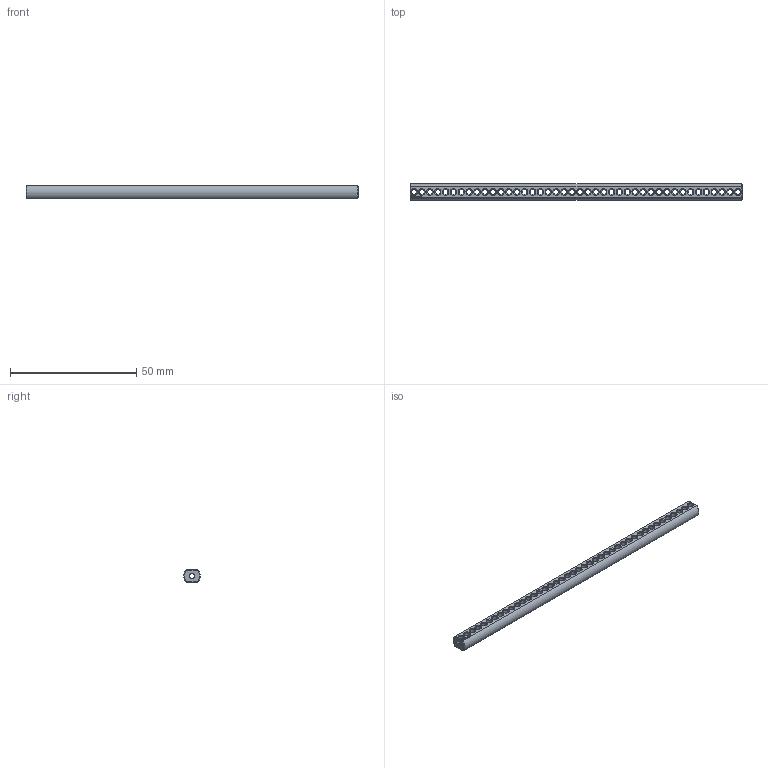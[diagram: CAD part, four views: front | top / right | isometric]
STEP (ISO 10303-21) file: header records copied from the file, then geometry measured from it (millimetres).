
FILE_DESCRIPTION(('FreeCAD Model'),'2;1');
FILE_NAME('Open CASCADE Shape Model','2024-06-18T13:14:03',(''),(''), 'Open CASCADE STEP processor 7.6','FreeCAD','Unknown');
FILE_SCHEMA(('AUTOMOTIVE_DESIGN { 1 0 10303 214 1 1 1 1 }'));
Length unit declared in the file: millimetre
Products named in the file (1): Shaft IDX BU10.50 - SPN-SFT-0162 (stemfie.org)
Bounding box: 131.25 x 6.6 x 5 mm (x, y, z)
Volume: 2994.9 mm3; surface area: 3791.9 mm2
Topology: 1 solids, 1 shells, 689 faces, 2059 edges, 1314 vertices
Faces by surface type: plane 314, extrusion 158, cylinder 129, cone 88
Full cylindrical faces by diameter (mm): 2 x127
Entity records: 23653 total; most frequent: CARTESIAN_POINT 5011, ORIENTED_EDGE 4118, DIRECTION 3495, EDGE_CURVE 2059, VECTOR 1371, VERTEX_POINT 1314, LINE 1213, AXIS2_PLACEMENT_3D 1062
